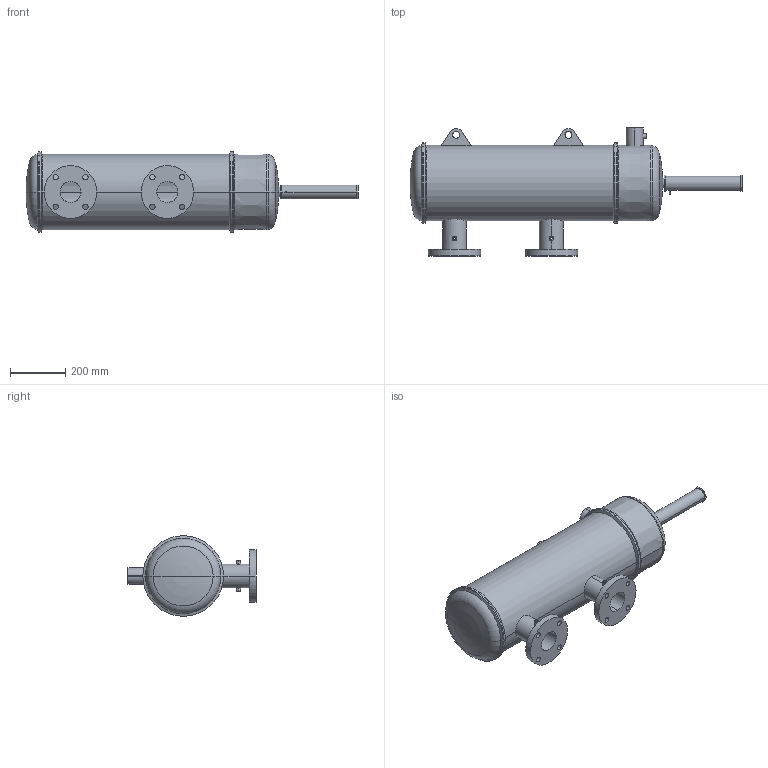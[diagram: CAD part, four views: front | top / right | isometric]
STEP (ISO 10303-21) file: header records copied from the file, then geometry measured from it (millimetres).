
FILE_DESCRIPTION (( 'STEP AP203' ), '1' );
FILE_NAME ('A3-180C.STEP', '2020-07-23T19:57:47', ( '' ), ( '' ), 'SwSTEP 2.0', 'SolidWorks 2017', '' );
FILE_SCHEMA (( 'CONFIG_CONTROL_DESIGN' ));
Length unit declared in the file: inch
Products named in the file (1): A3-180C
Bounding box: 1202.03 x 463.55 x 291.93 mm (x, y, z)
Volume: 6293657.8 mm3; surface area: 2097582.8 mm2
Topology: 6 solids, 6 shells, 163 faces, 416 edges, 258 vertices
Faces by surface type: cylinder 78, plane 41, cone 24, torus 20
Entity records: 6621 total; most frequent: CARTESIAN_POINT 2532, DIRECTION 852, ORIENTED_EDGE 824, EDGE_CURVE 412, AXIS2_PLACEMENT_3D 340, VERTEX_POINT 258, EDGE_LOOP 204, CIRCLE 176
